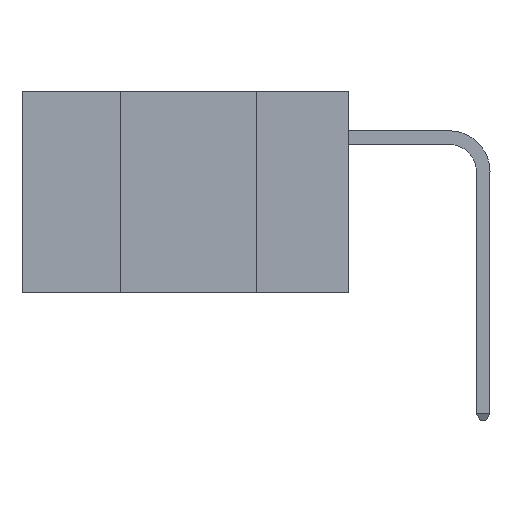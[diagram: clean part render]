
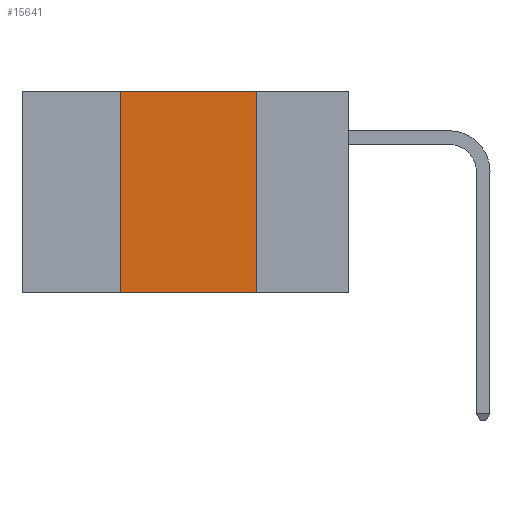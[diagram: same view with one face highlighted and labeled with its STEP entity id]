
A CAD part, left-side view. The second image highlights one B-rep face of the part: STEP entity #15641.
In plain terms, the highlighted planar face has unit normal (-1, 0, 0).
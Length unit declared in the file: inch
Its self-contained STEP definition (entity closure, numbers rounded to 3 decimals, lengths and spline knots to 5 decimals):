
#681 = LINE ( 'NONE', #11263, #6599 ) ;
#1072 = FACE_OUTER_BOUND ( 'NONE', #16245, .T. ) ;
#1075 = EDGE_CURVE ( 'NONE', #12427, #6751, #1391, .T. ) ;
#1391 = LINE ( 'NONE', #11309, #2797 ) ;
#2030 = PLANE ( 'NONE',  #18812 ) ;
#2574 = DIRECTION ( 'NONE',  ( 0., 0., -1. ) ) ;
#2797 = VECTOR ( 'NONE', #2574, 39.37008 ) ;
#3253 = LINE ( 'NONE', #12368, #17587 ) ;
#3667 = DIRECTION ( 'NONE',  ( 0., -1., 0. ) ) ;
#4123 = EDGE_CURVE ( 'NONE', #6744, #12427, #3253, .T. ) ;
#4146 = CARTESIAN_POINT ( 'NONE',  ( 0., 0.17, -0.37 ) ) ;
#4581 = LINE ( 'NONE', #10562, #16614 ) ;
#6599 = VECTOR ( 'NONE', #18570, 39.37008 ) ;
#6744 = VERTEX_POINT ( 'NONE', #17146 ) ;
#6751 = VERTEX_POINT ( 'NONE', #4146 ) ;
#7792 = VERTEX_POINT ( 'NONE', #17817 ) ;
#10562 = CARTESIAN_POINT ( 'NONE',  ( 0., 0.6, -0.37 ) ) ;
#11084 = DIRECTION ( 'NONE',  ( 0., 0., -1. ) ) ;
#11263 = CARTESIAN_POINT ( 'NONE',  ( 0., 0.42, 0. ) ) ;
#11309 = CARTESIAN_POINT ( 'NONE',  ( 0., 0.17, 0. ) ) ;
#12112 = EDGE_CURVE ( 'NONE', #7792, #6751, #4581, .T. ) ;
#12343 = EDGE_CURVE ( 'NONE', #7792, #6744, #681, .T. ) ;
#12368 = CARTESIAN_POINT ( 'NONE',  ( 0., 0.6, 0. ) ) ;
#12427 = VERTEX_POINT ( 'NONE', #14404 ) ;
#13393 = DIRECTION ( 'NONE',  ( 0., -1., 0. ) ) ;
#14306 = ORIENTED_EDGE ( 'NONE', *, *, #12112, .T. ) ;
#14404 = CARTESIAN_POINT ( 'NONE',  ( 0., 0.17, 0. ) ) ;
#15641 = ADVANCED_FACE ( 'NONE', ( #1072 ), #2030, .F. ) ;
#15687 = DIRECTION ( 'NONE',  ( 1., 0., 0. ) ) ;
#15722 = ORIENTED_EDGE ( 'NONE', *, *, #4123, .F. ) ;
#16245 = EDGE_LOOP ( 'NONE', ( #18415, #15722, #18209, #14306 ) ) ;
#16614 = VECTOR ( 'NONE', #13393, 39.37008 ) ;
#16709 = CARTESIAN_POINT ( 'NONE',  ( 0., 0.6, 0. ) ) ;
#17146 = CARTESIAN_POINT ( 'NONE',  ( 0., 0.42, 0. ) ) ;
#17587 = VECTOR ( 'NONE', #3667, 39.37008 ) ;
#17817 = CARTESIAN_POINT ( 'NONE',  ( 0., 0.42, -0.37 ) ) ;
#18209 = ORIENTED_EDGE ( 'NONE', *, *, #12343, .F. ) ;
#18415 = ORIENTED_EDGE ( 'NONE', *, *, #1075, .F. ) ;
#18570 = DIRECTION ( 'NONE',  ( 0., 0., 1. ) ) ;
#18812 = AXIS2_PLACEMENT_3D ( 'NONE', #16709, #15687, #11084 ) ;
